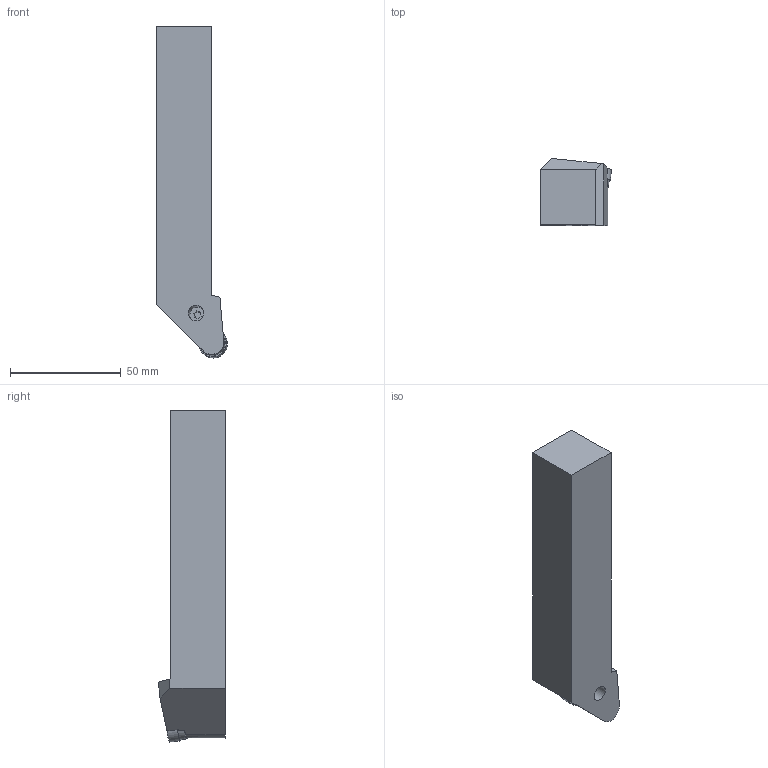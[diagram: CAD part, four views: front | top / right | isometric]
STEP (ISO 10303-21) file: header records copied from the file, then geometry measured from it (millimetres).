
FILE_DESCRIPTION((''),'2;1');
FILE_NAME('PRSNL2525M12.stp','2022-10-06T08:24:44',('Oftec7'),(''),'Autodesk Inventor 2013','Autodesk Inventor 2013','');
FILE_SCHEMA(('CONFIG_CONTROL_DESIGN'));
Length unit declared in the file: millimetre
Products named in the file (1): PRSNL2525M12
Bounding box: 32.05 x 30.28 x 150.05 mm (x, y, z)
Volume: 90721.5 mm3; surface area: 18210.6 mm2
Topology: 5 solids, 5 shells, 104 faces, 247 edges, 155 vertices
Faces by surface type: plane 58, cylinder 23, cone 18, bspline 3, torus 2
Full cylindrical faces by diameter (mm): 3.7 x1, 5.1 x1, 6.4 x1, 7 x1, 8 x2, 11.6 x1, 12.7 x1
Entity records: 3150 total; most frequent: CARTESIAN_POINT 708, DIRECTION 485, ORIENTED_EDGE 456, EDGE_CURVE 228, AXIS2_PLACEMENT_3D 171, VERTEX_POINT 154, VECTOR 143, LINE 143
